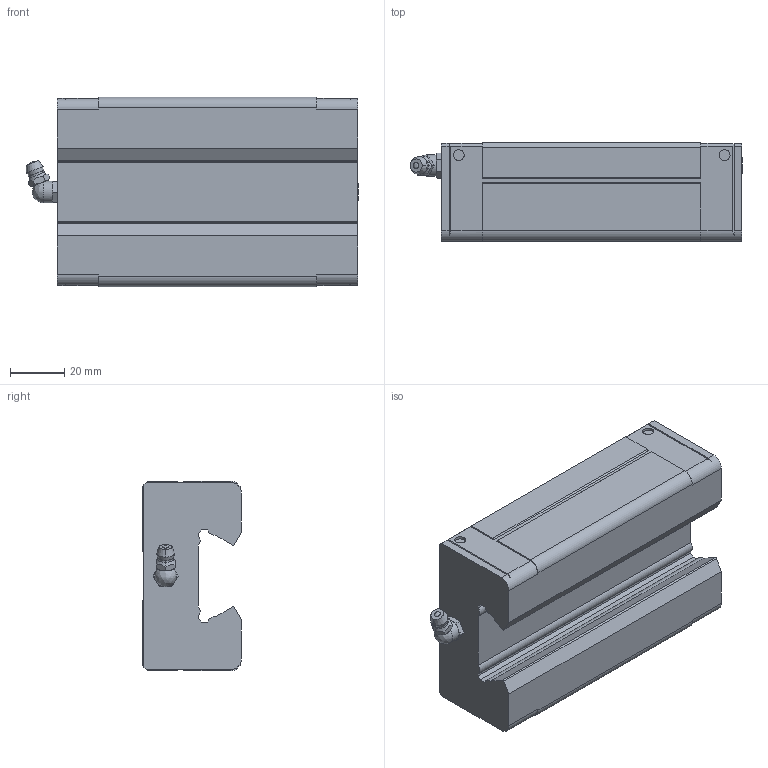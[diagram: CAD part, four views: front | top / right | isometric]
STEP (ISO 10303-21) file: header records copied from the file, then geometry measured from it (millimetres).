
FILE_DESCRIPTION (( 'STEP AP214' ), '1' );
FILE_NAME ('SSR35XWSS, Føringsvogn, Bondy.STEP', '2020-06-15T08:37:02', ( '' ), ( '' ), 'SwSTEP 2.0', 'SolidWorks 2020', '' );
FILE_SCHEMA (( 'AUTOMOTIVE_DESIGN' ));
Length unit declared in the file: millimetre
Products named in the file (3): SSR35XWSS, Føringsvogn, Bondy; _SSR35XWSSBGNPJ-20-35; _SSR35XWSSB 1Slide20-35
Assembly tree (2 placements, depth 2):
  SSR35XWSS, Føringsvogn, Bondy
    _SSR35XWSSB 1Slide20-35
    _SSR35XWSSBGNPJ-20-35
Bounding box: 122.5 x 36.5 x 70 mm (x, y, z)
Volume: 227273.7 mm3; surface area: 34142.1 mm2
Topology: 2 solids, 2 shells, 176 faces, 446 edges, 273 vertices
Faces by surface type: plane 88, cylinder 42, cone 39, bspline 7
Entity records: 5536 total; most frequent: CARTESIAN_POINT 1267, DIRECTION 879, ORIENTED_EDGE 862, EDGE_CURVE 431, AXIS2_PLACEMENT_3D 307, VERTEX_POINT 273, LINE 265, VECTOR 265
